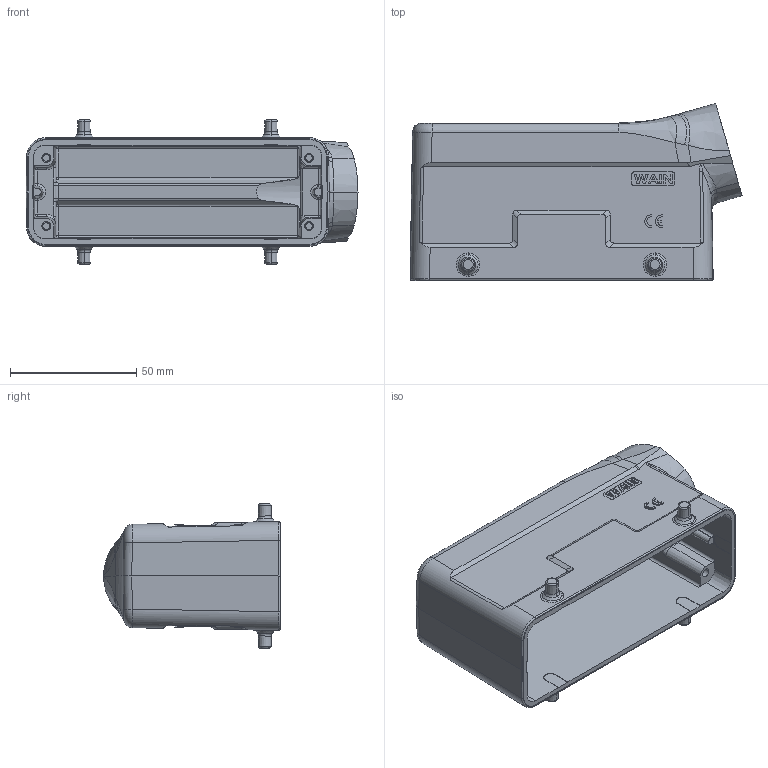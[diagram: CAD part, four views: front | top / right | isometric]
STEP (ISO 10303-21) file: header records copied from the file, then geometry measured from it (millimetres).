
FILE_DESCRIPTION(/* description */ (''),/* implementation_level */ '2;1');
FILE_NAME(/* name */ '3D_1121245301004_W24B-MSE-4B-M32_V1.0_stp.stp',/* time_stamp */ '2024-03-20T13:02:55+08:00',/* author */ (''),/* organization */ (''),/* preprocessor_version */ 'ST-DEVELOPER v18.1',/* originating_system */ 'SIEMENS PLM Software NX 1980',/* authorisation */ '');
FILE_SCHEMA (('AUTOMOTIVE_DESIGN { 1 0 10303 214 3 1 1 1 }'));
Length unit declared in the file: millimetre
Products named in the file (1): 3D_1121245301004_W24B-MSE-4B-M32_V1.0_stp
Bounding box: 131.4 x 70.04 x 57 mm (x, y, z)
Volume: 73160.6 mm3; surface area: 48163.1 mm2
Topology: 1 solids, 1 shells, 429 faces, 1076 edges, 677 vertices
Faces by surface type: plane 205, cylinder 118, torus 36, bspline 30, cone 28, sphere 12
Full cylindrical faces by diameter (mm): 28 x1
Entity records: 15805 total; most frequent: CARTESIAN_POINT 5976, ORIENTED_EDGE 2146, DIRECTION 1716, EDGE_CURVE 1073, VERTEX_POINT 676, LINE 588, VECTOR 588, AXIS2_PLACEMENT_3D 564
